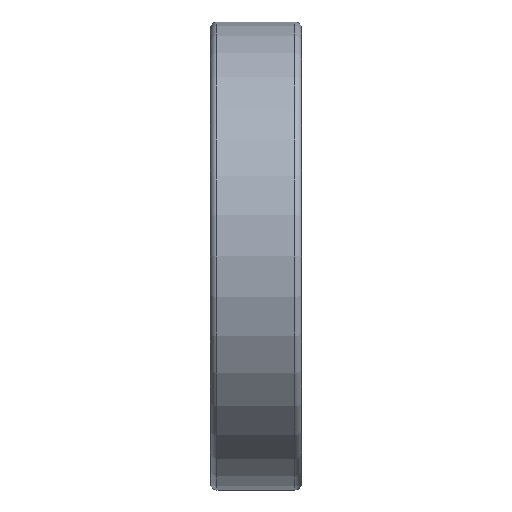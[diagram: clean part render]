
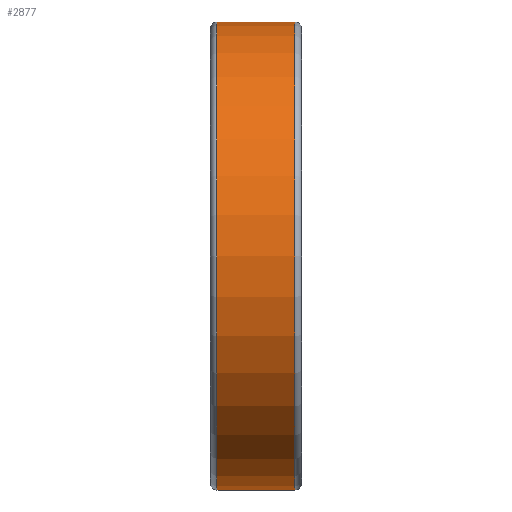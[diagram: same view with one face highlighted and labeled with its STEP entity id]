
A CAD part, left-side view. The second image highlights one B-rep face of the part: STEP entity #2877.
In plain terms, the highlighted cylindrical face has radius 57.15 mm (diameter 114.3 mm), a partial arc.
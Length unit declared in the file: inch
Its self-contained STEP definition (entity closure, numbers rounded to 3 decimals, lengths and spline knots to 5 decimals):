
#1063 = DIRECTION ( 'NONE',  ( 0., -1., 0. ) ) ;
#1143 = CARTESIAN_POINT ( 'NONE',  ( 0., 0.0625, 2.25 ) ) ;
#1498 = EDGE_CURVE ( 'NONE', #7472, #1842, #2872, .T. ) ;
#1535 = VECTOR ( 'NONE', #6721, 39.37008 ) ;
#1601 = ORIENTED_EDGE ( 'NONE', *, *, #6963, .F. ) ;
#1721 = FACE_OUTER_BOUND ( 'NONE', #2488, .T. ) ;
#1842 = VERTEX_POINT ( 'NONE', #1862 ) ;
#1862 = CARTESIAN_POINT ( 'NONE',  ( 0., 0.0625, -2.25 ) ) ;
#1929 = CARTESIAN_POINT ( 'NONE',  ( 0., 0., -2.25 ) ) ;
#2348 = DIRECTION ( 'NONE',  ( 0., -1., 0. ) ) ;
#2469 = DIRECTION ( 'NONE',  ( 0., 0., -1. ) ) ;
#2488 = EDGE_LOOP ( 'NONE', ( #1601, #7055, #5848, #8562 ) ) ;
#2557 = DIRECTION ( 'NONE',  ( 0., -1., 0. ) ) ;
#2872 = LINE ( 'NONE', #1929, #6975 ) ;
#2877 = ADVANCED_FACE ( 'NONE', ( #1721 ), #7276, .T. ) ;
#3981 = CARTESIAN_POINT ( 'NONE',  ( 0., 0., 2.25 ) ) ;
#4001 = CIRCLE ( 'NONE', #5147, 2.25 ) ;
#4075 = LINE ( 'NONE', #3981, #1535 ) ;
#4235 = CARTESIAN_POINT ( 'NONE',  ( 0., 0.8125, 0. ) ) ;
#4516 = CARTESIAN_POINT ( 'NONE',  ( 0., 0.0625, 0. ) ) ;
#4712 = AXIS2_PLACEMENT_3D ( 'NONE', #4235, #5499, #4774 ) ;
#4774 = DIRECTION ( 'NONE',  ( 0., 0., -1. ) ) ;
#4877 = CARTESIAN_POINT ( 'NONE',  ( 0., 0.8125, -2.25 ) ) ;
#5106 = CARTESIAN_POINT ( 'NONE',  ( 0., 0., 0. ) ) ;
#5147 = AXIS2_PLACEMENT_3D ( 'NONE', #4516, #1063, #2469 ) ;
#5499 = DIRECTION ( 'NONE',  ( 0., -1., 0. ) ) ;
#5713 = VERTEX_POINT ( 'NONE', #1143 ) ;
#5848 = ORIENTED_EDGE ( 'NONE', *, *, #1498, .T. ) ;
#6215 = AXIS2_PLACEMENT_3D ( 'NONE', #5106, #2348, #6596 ) ;
#6596 = DIRECTION ( 'NONE',  ( 0., 0., -1. ) ) ;
#6721 = DIRECTION ( 'NONE',  ( 0., -1., 0. ) ) ;
#6963 = EDGE_CURVE ( 'NONE', #7076, #5713, #4075, .T. ) ;
#6975 = VECTOR ( 'NONE', #2557, 39.37008 ) ;
#7055 = ORIENTED_EDGE ( 'NONE', *, *, #7810, .T. ) ;
#7076 = VERTEX_POINT ( 'NONE', #7763 ) ;
#7276 = CYLINDRICAL_SURFACE ( 'NONE', #6215, 2.25 ) ;
#7332 = CIRCLE ( 'NONE', #4712, 2.25 ) ;
#7472 = VERTEX_POINT ( 'NONE', #4877 ) ;
#7763 = CARTESIAN_POINT ( 'NONE',  ( 0., 0.8125, 2.25 ) ) ;
#7810 = EDGE_CURVE ( 'NONE', #7076, #7472, #7332, .T. ) ;
#8366 = EDGE_CURVE ( 'NONE', #5713, #1842, #4001, .T. ) ;
#8562 = ORIENTED_EDGE ( 'NONE', *, *, #8366, .F. ) ;
